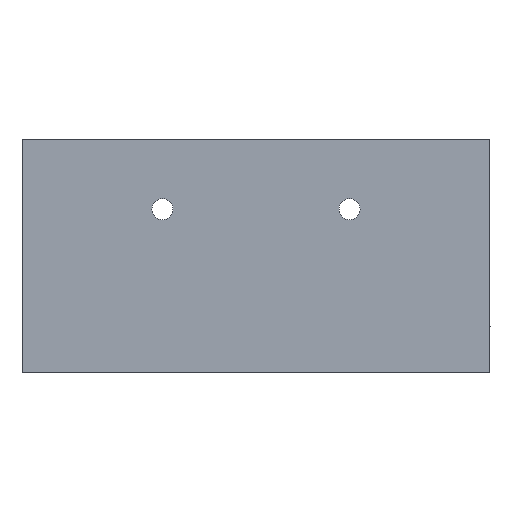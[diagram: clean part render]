
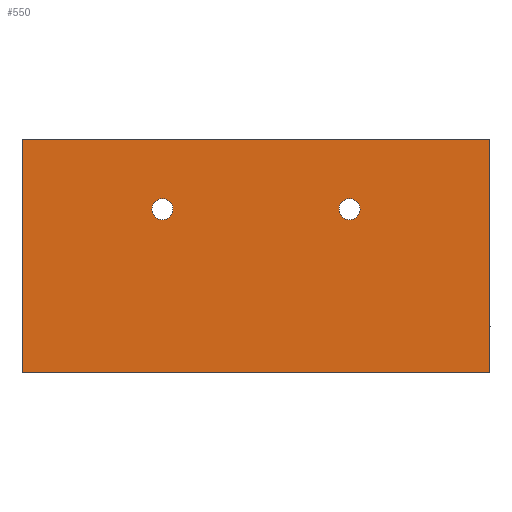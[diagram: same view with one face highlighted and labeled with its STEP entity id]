
A CAD part, front view. The second image highlights one B-rep face of the part: STEP entity #550.
In plain terms, the highlighted planar face has unit normal (0, -1, 0).
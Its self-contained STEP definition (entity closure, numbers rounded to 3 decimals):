
#21=FACE_BOUND('',#105,.T.);
#22=FACE_BOUND('',#106,.T.);
#46=PLANE('',#602);
#72=FACE_OUTER_BOUND('',#104,.T.);
#104=EDGE_LOOP('',(#498,#499,#500,#501));
#105=EDGE_LOOP('',(#502));
#106=EDGE_LOOP('',(#503));
#128=LINE('',#787,#190);
#148=LINE('',#833,#210);
#173=LINE('',#890,#235);
#174=LINE('',#892,#236);
#190=VECTOR('',#641,10.);
#210=VECTOR('',#677,10.);
#235=VECTOR('',#738,10.);
#236=VECTOR('',#741,10.);
#238=CIRCLE('',#568,1.125);
#240=CIRCLE('',#571,1.125);
#250=VERTEX_POINT('',#748);
#252=VERTEX_POINT('',#754);
#264=VERTEX_POINT('',#784);
#265=VERTEX_POINT('',#786);
#283=VERTEX_POINT('',#832);
#297=VERTEX_POINT('',#888);
#300=EDGE_CURVE('',#250,#250,#238,.T.);
#303=EDGE_CURVE('',#252,#252,#240,.T.);
#317=EDGE_CURVE('',#264,#265,#128,.T.);
#341=EDGE_CURVE('',#265,#283,#148,.T.);
#370=EDGE_CURVE('',#297,#283,#173,.T.);
#371=EDGE_CURVE('',#264,#297,#174,.T.);
#498=ORIENTED_EDGE('',*,*,#371,.T.);
#499=ORIENTED_EDGE('',*,*,#370,.T.);
#500=ORIENTED_EDGE('',*,*,#341,.F.);
#501=ORIENTED_EDGE('',*,*,#317,.F.);
#502=ORIENTED_EDGE('',*,*,#300,.T.);
#503=ORIENTED_EDGE('',*,*,#303,.T.);
#550=ADVANCED_FACE('',(#72,#21,#22),#46,.T.);
#568=AXIS2_PLACEMENT_3D('',#750,#611,#612);
#571=AXIS2_PLACEMENT_3D('',#756,#618,#619);
#602=AXIS2_PLACEMENT_3D('',#891,#739,#740);
#611=DIRECTION('center_axis',(0.,1.,0.));
#612=DIRECTION('ref_axis',(-1.,0.,0.));
#618=DIRECTION('center_axis',(0.,1.,0.));
#619=DIRECTION('ref_axis',(-1.,0.,0.));
#641=DIRECTION('',(0.,0.,1.));
#677=DIRECTION('',(1.,0.,0.));
#738=DIRECTION('',(0.,0.,1.));
#739=DIRECTION('center_axis',(0.,-1.,0.));
#740=DIRECTION('ref_axis',(1.,0.,0.));
#741=DIRECTION('',(1.,0.,0.));
#748=CARTESIAN_POINT('',(16.125,0.,17.5));
#750=CARTESIAN_POINT('Origin',(15.,0.,17.5));
#754=CARTESIAN_POINT('',(36.125,0.,17.5));
#756=CARTESIAN_POINT('Origin',(35.,0.,17.5));
#784=CARTESIAN_POINT('',(0.,0.,0.));
#786=CARTESIAN_POINT('',(0.,0.,25.));
#787=CARTESIAN_POINT('',(0.,0.,0.));
#832=CARTESIAN_POINT('',(50.,0.,25.));
#833=CARTESIAN_POINT('',(0.,0.,25.));
#888=CARTESIAN_POINT('',(50.,0.,0.));
#890=CARTESIAN_POINT('',(50.,0.,0.));
#891=CARTESIAN_POINT('Origin',(0.,0.,0.));
#892=CARTESIAN_POINT('',(0.,0.,0.));
